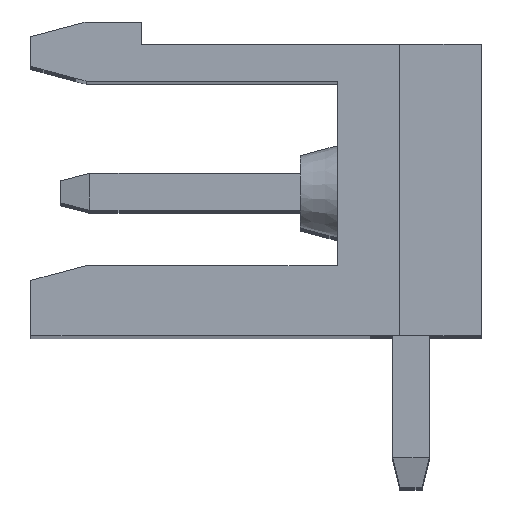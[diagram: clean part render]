
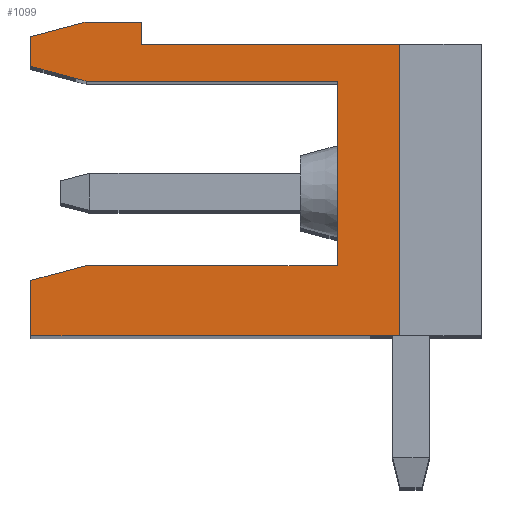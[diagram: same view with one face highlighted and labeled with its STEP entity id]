
A CAD part, top view. The second image highlights one B-rep face of the part: STEP entity #1099.
In plain terms, the highlighted planar face has unit normal (0, 0, 1).
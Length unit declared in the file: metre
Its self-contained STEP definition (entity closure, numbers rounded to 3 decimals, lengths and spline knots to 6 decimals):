
#1099=ADVANCED_FACE('',(#2480),#2481,.F.);
#2480=FACE_OUTER_BOUND('',#4158,.T.);
#2481=PLANE('',#4159);
#4158=EDGE_LOOP('',(#7366,#7367,#7368,#7369,#7370,#7371,#7372,#7373,#7374,#7375,#7376,#7377,#7378));
#4159=AXIS2_PLACEMENT_3D('',#7379,#7380,#7381);
#7366=ORIENTED_EDGE('',*,*,#10931,.T.);
#7367=ORIENTED_EDGE('',*,*,#10933,.T.);
#7368=ORIENTED_EDGE('',*,*,#10934,.T.);
#7369=ORIENTED_EDGE('',*,*,#10935,.T.);
#7370=ORIENTED_EDGE('',*,*,#10936,.T.);
#7371=ORIENTED_EDGE('',*,*,#10937,.T.);
#7372=ORIENTED_EDGE('',*,*,#10938,.T.);
#7373=ORIENTED_EDGE('',*,*,#10939,.F.);
#7374=ORIENTED_EDGE('',*,*,#10940,.F.);
#7375=ORIENTED_EDGE('',*,*,#10941,.F.);
#7376=ORIENTED_EDGE('',*,*,#10942,.F.);
#7377=ORIENTED_EDGE('',*,*,#10943,.F.);
#7378=ORIENTED_EDGE('',*,*,#10944,.T.);
#7379=CARTESIAN_POINT('',(-0.0037,0.0069,0.46824));
#7380=DIRECTION('',(0.0,0.0,-1.0));
#7381=DIRECTION('',(0.0,-1.0,0.0));
#10931=EDGE_CURVE('',#13303,#13378,#13380,.T.);
#10933=EDGE_CURVE('',#13378,#13382,#13383,.T.);
#10934=EDGE_CURVE('',#13382,#13384,#13385,.T.);
#10935=EDGE_CURVE('',#13384,#13386,#13387,.T.);
#10936=EDGE_CURVE('',#13386,#13388,#13389,.T.);
#10937=EDGE_CURVE('',#13388,#13390,#13391,.T.);
#10938=EDGE_CURVE('',#13390,#13392,#13393,.T.);
#10939=EDGE_CURVE('',#13394,#13392,#13395,.T.);
#10940=EDGE_CURVE('',#13396,#13394,#13397,.T.);
#10941=EDGE_CURVE('',#13398,#13396,#13399,.T.);
#10942=EDGE_CURVE('',#13400,#13398,#13401,.T.);
#10943=EDGE_CURVE('',#13402,#13400,#13403,.T.);
#10944=EDGE_CURVE('',#13402,#13303,#13404,.T.);
#13303=VERTEX_POINT('',#16809);
#13378=VERTEX_POINT('',#16926);
#13380=LINE('',#16929,#16930);
#13382=VERTEX_POINT('',#16932);
#13383=LINE('',#16933,#16934);
#13384=VERTEX_POINT('',#16935);
#13385=LINE('',#16936,#16937);
#13386=VERTEX_POINT('',#16938);
#13387=LINE('',#16939,#16940);
#13388=VERTEX_POINT('',#16941);
#13389=LINE('',#16942,#16943);
#13390=VERTEX_POINT('',#16944);
#13391=LINE('',#16945,#16946);
#13392=VERTEX_POINT('',#16947);
#13393=LINE('',#16948,#16949);
#13394=VERTEX_POINT('',#16950);
#13395=LINE('',#16951,#16952);
#13396=VERTEX_POINT('',#16953);
#13397=LINE('',#16954,#16955);
#13398=VERTEX_POINT('',#16956);
#13399=LINE('',#16957,#16958);
#13400=VERTEX_POINT('',#16959);
#13401=LINE('',#16960,#16961);
#13402=VERTEX_POINT('',#16962);
#13403=LINE('',#16963,#16964);
#13404=LINE('',#16965,#16966);
#16809=CARTESIAN_POINT('',(-0.012,0.,0.46824));
#16926=CARTESIAN_POINT('',(-0.002,0.,0.46824));
#16929=CARTESIAN_POINT('',(-0.012,0.,0.46824));
#16930=VECTOR('',#19365,1.0);
#16932=CARTESIAN_POINT('',(-0.002,0.0079,0.46824));
#16933=CARTESIAN_POINT('',(-0.002,0.0079,0.46824));
#16934=VECTOR('',#19366,1.0);
#16935=CARTESIAN_POINT('',(-0.009,0.0079,0.46824));
#16936=CARTESIAN_POINT('',(-0.0022,0.0079,0.46824));
#16937=VECTOR('',#19367,1.0);
#16938=CARTESIAN_POINT('',(-0.009,0.0085,0.46824));
#16939=CARTESIAN_POINT('',(-0.009,0.0081,0.46824));
#16940=VECTOR('',#19368,1.0);
#16941=CARTESIAN_POINT('',(-0.010507,0.0085,0.46824));
#16942=CARTESIAN_POINT('',(-0.009,0.0085,0.46824));
#16943=VECTOR('',#19369,1.0);
#16944=CARTESIAN_POINT('',(-0.012,0.0081,0.46824));
#16945=CARTESIAN_POINT('',(-0.010507,0.0085,0.46824));
#16946=VECTOR('',#19370,1.0);
#16947=CARTESIAN_POINT('',(-0.012,0.0073,0.46824));
#16948=CARTESIAN_POINT('',(-0.012,0.0082,0.46824));
#16949=VECTOR('',#19371,1.0);
#16950=CARTESIAN_POINT('',(-0.010507,0.0069,0.46824));
#16951=CARTESIAN_POINT('',(-0.012,0.0073,0.46824));
#16952=VECTOR('',#19372,1.0);
#16953=CARTESIAN_POINT('',(-0.0037,0.0069,0.46824));
#16954=CARTESIAN_POINT('',(-0.010507,0.0069,0.46824));
#16955=VECTOR('',#19373,1.0);
#16956=CARTESIAN_POINT('',(-0.0037,0.0019,0.46824));
#16957=CARTESIAN_POINT('',(-0.0037,0.0069,0.46824));
#16958=VECTOR('',#19374,1.0);
#16959=CARTESIAN_POINT('',(-0.0105,0.0019,0.46824));
#16960=CARTESIAN_POINT('',(-0.0037,0.0019,0.46824));
#16961=VECTOR('',#19375,1.0);
#16962=CARTESIAN_POINT('',(-0.012,0.001498,0.46824));
#16963=CARTESIAN_POINT('',(-0.0105,0.0019,0.46824));
#16964=VECTOR('',#19376,1.0);
#16965=CARTESIAN_POINT('',(-0.012,0.0082,0.46824));
#16966=VECTOR('',#19377,1.0);
#19365=DIRECTION('',(1.0,0.0,0.0));
#19366=DIRECTION('',(0.0,1.0,0.0));
#19367=DIRECTION('',(-1.0,0.0,0.0));
#19368=DIRECTION('',(0.,1.0,0.0));
#19369=DIRECTION('',(-1.0,0.0,0.0));
#19370=DIRECTION('',(-0.966,-0.259,0.0));
#19371=DIRECTION('',(0.0,-1.0,0.0));
#19372=DIRECTION('',(-0.966,0.259,0.0));
#19373=DIRECTION('',(-1.0,0.0,0.0));
#19374=DIRECTION('',(0.,1.0,0.0));
#19375=DIRECTION('',(1.0,0.0,0.0));
#19376=DIRECTION('',(0.966,0.259,0.0));
#19377=DIRECTION('',(0.0,-1.0,0.0));
